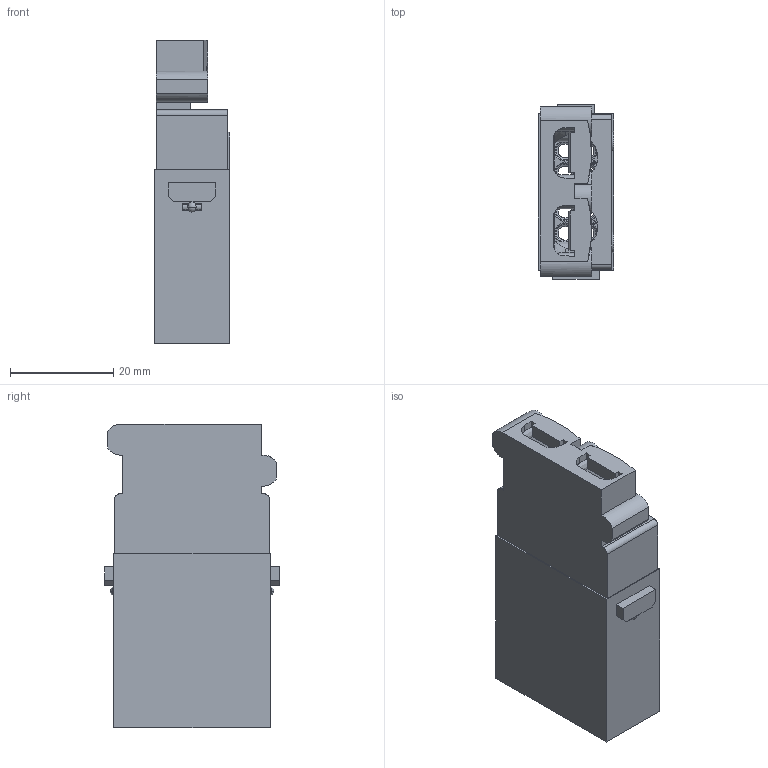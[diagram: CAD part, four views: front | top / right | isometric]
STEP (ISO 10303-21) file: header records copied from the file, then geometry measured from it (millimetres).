
FILE_DESCRIPTION(('CATIA V5 STEP Exchange','CAx-IF Rec.Pracs.--- Model Styling and Organization---1.5--- 2016-08-15','CAx-IF Rec.Pracs.---Supplemental Geometry---1.0---2011-11-01','CAx-IF Rec.Pracs.--- Composite Materials ---1.1---2010-07-15'),'2;1');
FILE_NAME ('2066260-2_1', '2025-10-02T08:51:51+00:00', ('none'), ('Weidmueller'), 'CATIA Version 5-6 Release 2024 SP4', 'CATIA V5 STEP AP214 v3', 'none');
FILE_SCHEMA(('AUTOMOTIVE_DESIGN { 1 0 10303 214 1 1 1 1 }'));
Length unit declared in the file: millimetre
Products named in the file (1): 3092890000
Bounding box: 14.6 x 33.85 x 58.85 mm (x, y, z)
Volume: 15946.4 mm3; surface area: 10859.6 mm2
Topology: 1 solids, 1 shells, 816 faces, 2353 edges, 1560 vertices
Faces by surface type: plane 585, cylinder 134, cone 70, bspline 12, torus 8, extrusion 5, sphere 2
Entity records: 27262 total; most frequent: CARTESIAN_POINT 6844, ORIENTED_EDGE 4690, DIRECTION 3276, EDGE_CURVE 2345, VECTOR 1818, LINE 1813, VERTEX_POINT 1560, AXIS2_PLACEMENT_3D 880
